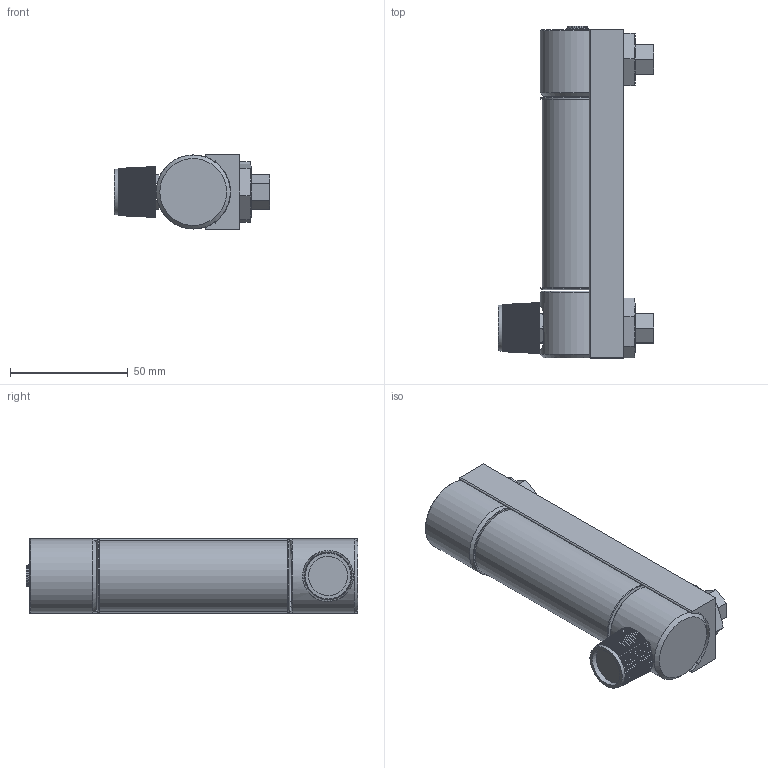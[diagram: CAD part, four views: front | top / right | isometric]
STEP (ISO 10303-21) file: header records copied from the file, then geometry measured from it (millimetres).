
FILE_DESCRIPTION (( 'STEP AP214' ), '1' );
FILE_NAME ('1250-V.STEP', '2018-01-26T21:22:53', ( 'mrutkowski' ), ( 'Hewlett-Packard Company' ), 'SwSTEP 2.0', 'SolidWorks 2017', '' );
FILE_SCHEMA (( 'AUTOMOTIVE_DESIGN' ));
Length unit declared in the file: inch
Products named in the file (1): 1250-V
Bounding box: 66.12 x 141.24 x 31.75 mm (x, y, z)
Surface area: 36419.3 mm2 (no closed solid volume)
Topology: 0 solids, 15 shells, 435 faces, 2283 edges, 1523 vertices
Faces by surface type: plane 371, cylinder 49, cone 12, torus 3
Full cylindrical faces by diameter (mm): 0.635 x2, 8.636 x1, 16.637 x1, 29.972 x1, 31.496 x4
Entity records: 27750 total; most frequent: CARTESIAN_POINT 5828, DIRECTION 3053, ORIENTED_EDGE 2999, EDGE_CURVE 2249, VECTOR 1613, LINE 1613, VERTEX_POINT 1515, AXIS2_PLACEMENT_3D 720
